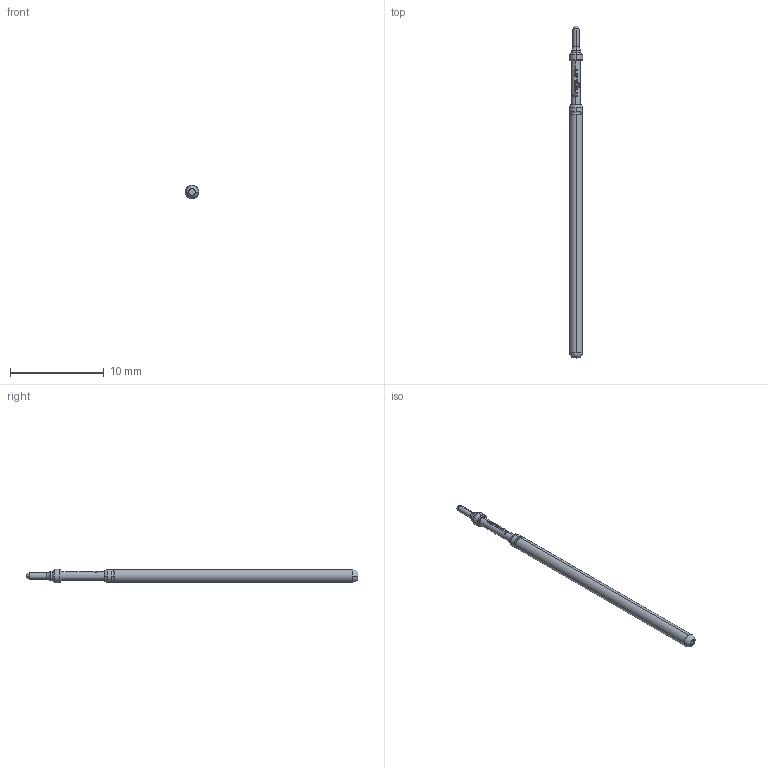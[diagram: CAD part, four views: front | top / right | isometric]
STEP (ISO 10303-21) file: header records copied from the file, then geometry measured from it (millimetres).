
FILE_DESCRIPTION (( 'STEP AP203' ), '1' );
FILE_NAME ('INGUN_GKS-100_355_064_A_xx00_LH.STEP', '2021-10-29T08:57:28', ( 'ochi' ), ( '' ), 'SwSTEP 2.0', 'SolidWorks 2018', '' );
FILE_SCHEMA (( 'CONFIG_CONTROL_DESIGN' ));
Length unit declared in the file: millimetre
Products named in the file (1): INGUN_GKS-100_355_064_A_xx00_LH
Bounding box: 1.42 x 35.4 x 1.42 mm (x, y, z)
Volume: 44.9 mm3; surface area: 142.5 mm2
Topology: 1 solids, 1 shells, 106 faces, 295 edges, 190 vertices
Faces by surface type: bspline 61, cone 14, torus 12, cylinder 12, sphere 4, plane 3
Entity records: 4521 total; most frequent: CARTESIAN_POINT 2284, ORIENTED_EDGE 582, EDGE_CURVE 291, DIRECTION 240, B_SPLINE_CURVE_WITH_KNOTS 205, VERTEX_POINT 190, EDGE_LOOP 109, AXIS2_PLACEMENT_3D 108
